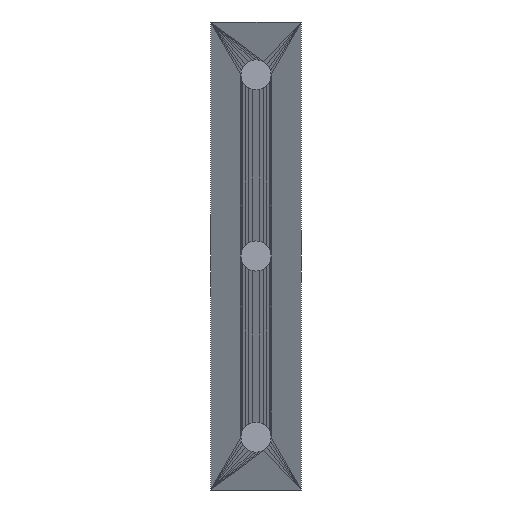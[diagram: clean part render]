
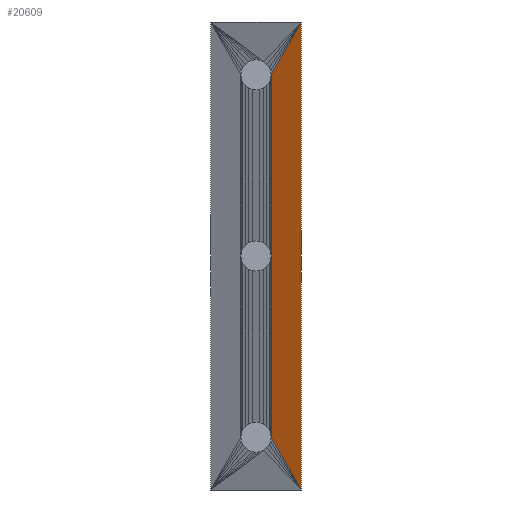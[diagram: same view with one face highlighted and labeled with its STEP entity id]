
A CAD part, left-side view. The second image highlights one B-rep face of the part: STEP entity #20609.
In plain terms, the highlighted planar face has unit normal (-0.866, 0.5, 0).
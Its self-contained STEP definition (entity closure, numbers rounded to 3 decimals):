
#4564 = VERTEX_POINT('',#4565);
#4565 = CARTESIAN_POINT('',(-96.805,-156.364,-11.));
#4579 = PLANE('',#4580);
#4580 = AXIS2_PLACEMENT_3D('',#4581,#4582,#4583);
#4581 = CARTESIAN_POINT('',(-70.889,-156.364,4.5));
#4582 = DIRECTION('',(-0.,-1.,-0.));
#4583 = DIRECTION('',(0.,0.,-1.));
#6823 = PLANE('',#6824);
#6824 = AXIS2_PLACEMENT_3D('',#6825,#6826,#6827);
#6825 = CARTESIAN_POINT('',(-96.205,-155.324,
    -9.261));
#6826 = DIRECTION('',(-0.866,0.5,0.
    ));
#6827 = DIRECTION('',(-0.5,-0.866,
    0.));
#6860 = EDGE_CURVE('',#6861,#4564,#6863,.T.);
#6861 = VERTEX_POINT('',#6862);
#6862 = CARTESIAN_POINT('',(-95.65,-154.364,-7.5));
#6863 = SURFACE_CURVE('',#6864,(#6868,#6875),.PCURVE_S1.);
#6864 = LINE('',#6865,#6866);
#6865 = CARTESIAN_POINT('',(-95.65,-154.364,-7.5));
#6866 = VECTOR('',#6867,1.);
#6867 = DIRECTION('',(-0.275,-0.477,-0.835));
#6868 = PCURVE('',#6823,#6869);
#6869 = DEFINITIONAL_REPRESENTATION('',(#6870),#6874);
#6870 = LINE('',#6871,#6872);
#6871 = CARTESIAN_POINT('',(-1.109,1.761));
#6872 = VECTOR('',#6873,1.);
#6873 = DIRECTION('',(0.551,-0.835));
#6874 = ( GEOMETRIC_REPRESENTATION_CONTEXT(2) 
PARAMETRIC_REPRESENTATION_CONTEXT() REPRESENTATION_CONTEXT('2D SPACE',''
  ) );
#6875 = PCURVE('',#6876,#6881);
#6876 = PLANE('',#6877);
#6877 = AXIS2_PLACEMENT_3D('',#6878,#6879,#6880);
#6878 = CARTESIAN_POINT('',(-96.291,-155.474,4.5));
#6879 = DIRECTION('',(-0.866,0.5,-0.));
#6880 = DIRECTION('',(-0.5,-0.866,0.));
#6881 = DEFINITIONAL_REPRESENTATION('',(#6882),#6886);
#6882 = LINE('',#6883,#6884);
#6883 = CARTESIAN_POINT('',(-1.282,-12.));
#6884 = VECTOR('',#6885,1.);
#6885 = DIRECTION('',(0.551,-0.835));
#6886 = ( GEOMETRIC_REPRESENTATION_CONTEXT(2) 
PARAMETRIC_REPRESENTATION_CONTEXT() REPRESENTATION_CONTEXT('2D SPACE',''
  ) );
#8569 = VERTEX_POINT('',#8570);
#8570 = CARTESIAN_POINT('',(-96.805,-156.364,20.));
#8596 = EDGE_CURVE('',#4564,#8569,#8597,.T.);
#8597 = SURFACE_CURVE('',#8598,(#8602,#8609),.PCURVE_S1.);
#8598 = LINE('',#8599,#8600);
#8599 = CARTESIAN_POINT('',(-96.805,-156.364,-11.));
#8600 = VECTOR('',#8601,1.);
#8601 = DIRECTION('',(0.,0.,1.));
#8602 = PCURVE('',#4579,#8603);
#8603 = DEFINITIONAL_REPRESENTATION('',(#8604),#8608);
#8604 = LINE('',#8605,#8606);
#8605 = CARTESIAN_POINT('',(15.5,-25.916));
#8606 = VECTOR('',#8607,1.);
#8607 = DIRECTION('',(-1.,0.));
#8608 = ( GEOMETRIC_REPRESENTATION_CONTEXT(2) 
PARAMETRIC_REPRESENTATION_CONTEXT() REPRESENTATION_CONTEXT('2D SPACE',''
  ) );
#8609 = PCURVE('',#6876,#8610);
#8610 = DEFINITIONAL_REPRESENTATION('',(#8611),#8615);
#8611 = LINE('',#8612,#8613);
#8612 = CARTESIAN_POINT('',(1.027,-15.5));
#8613 = VECTOR('',#8614,1.);
#8614 = DIRECTION('',(0.,1.));
#8615 = ( GEOMETRIC_REPRESENTATION_CONTEXT(2) 
PARAMETRIC_REPRESENTATION_CONTEXT() REPRESENTATION_CONTEXT('2D SPACE',''
  ) );
#16845 = EDGE_CURVE('',#8569,#16846,#16848,.T.);
#16846 = VERTEX_POINT('',#16847);
#16847 = CARTESIAN_POINT('',(-95.65,-154.364,16.5));
#16848 = SURFACE_CURVE('',#16849,(#16853,#16865),.PCURVE_S1.);
#16849 = LINE('',#16850,#16851);
#16850 = CARTESIAN_POINT('',(-96.805,-156.364,20.));
#16851 = VECTOR('',#16852,1.);
#16852 = DIRECTION('',(0.275,0.477,-0.835));
#16853 = PCURVE('',#16854,#16859);
#16854 = PLANE('',#16855);
#16855 = AXIS2_PLACEMENT_3D('',#16856,#16857,#16858);
#16856 = CARTESIAN_POINT('',(-96.205,-155.324,
    18.261));
#16857 = DIRECTION('',(-0.866,0.5,0.
    ));
#16858 = DIRECTION('',(-0.5,-0.866,0.));
#16859 = DEFINITIONAL_REPRESENTATION('',(#16860),#16864);
#16860 = LINE('',#16861,#16862);
#16861 = CARTESIAN_POINT('',(1.2,1.739));
#16862 = VECTOR('',#16863,1.);
#16863 = DIRECTION('',(-0.551,-0.835));
#16864 = ( GEOMETRIC_REPRESENTATION_CONTEXT(2) 
PARAMETRIC_REPRESENTATION_CONTEXT() REPRESENTATION_CONTEXT('2D SPACE',''
  ) );
#16865 = PCURVE('',#6876,#16866);
#16866 = DEFINITIONAL_REPRESENTATION('',(#16867),#16871);
#16867 = LINE('',#16868,#16869);
#16868 = CARTESIAN_POINT('',(1.027,15.5));
#16869 = VECTOR('',#16870,1.);
#16870 = DIRECTION('',(-0.551,-0.835));
#16871 = ( GEOMETRIC_REPRESENTATION_CONTEXT(2) 
PARAMETRIC_REPRESENTATION_CONTEXT() REPRESENTATION_CONTEXT('2D SPACE',''
  ) );
#20609 = ADVANCED_FACE('',(#20610),#6876,.T.);
#20610 = FACE_BOUND('',#20611,.T.);
#20611 = EDGE_LOOP('',(#20612,#20613,#20639,#20640));
#20612 = ORIENTED_EDGE('',*,*,#16845,.T.);
#20613 = ORIENTED_EDGE('',*,*,#20614,.F.);
#20614 = EDGE_CURVE('',#6861,#16846,#20615,.T.);
#20615 = SURFACE_CURVE('',#20616,(#20620,#20627),.PCURVE_S1.);
#20616 = LINE('',#20617,#20618);
#20617 = CARTESIAN_POINT('',(-95.65,-154.364,-7.5));
#20618 = VECTOR('',#20619,1.);
#20619 = DIRECTION('',(0.,0.,1.));
#20620 = PCURVE('',#6876,#20621);
#20621 = DEFINITIONAL_REPRESENTATION('',(#20622),#20626);
#20622 = LINE('',#20623,#20624);
#20623 = CARTESIAN_POINT('',(-1.282,-12.));
#20624 = VECTOR('',#20625,1.);
#20625 = DIRECTION('',(0.,1.));
#20626 = ( GEOMETRIC_REPRESENTATION_CONTEXT(2) 
PARAMETRIC_REPRESENTATION_CONTEXT() REPRESENTATION_CONTEXT('2D SPACE',''
  ) );
#20627 = PCURVE('',#20628,#20633);
#20628 = PLANE('',#20629);
#20629 = AXIS2_PLACEMENT_3D('',#20630,#20631,#20632);
#20630 = CARTESIAN_POINT('',(-95.65,-154.364,4.5));
#20631 = DIRECTION('',(-1.,-0.,-0.));
#20632 = DIRECTION('',(0.,0.,-1.));
#20633 = DEFINITIONAL_REPRESENTATION('',(#20634),#20638);
#20634 = LINE('',#20635,#20636);
#20635 = CARTESIAN_POINT('',(12.,0.));
#20636 = VECTOR('',#20637,1.);
#20637 = DIRECTION('',(-1.,0.));
#20638 = ( GEOMETRIC_REPRESENTATION_CONTEXT(2) 
PARAMETRIC_REPRESENTATION_CONTEXT() REPRESENTATION_CONTEXT('2D SPACE',''
  ) );
#20639 = ORIENTED_EDGE('',*,*,#6860,.T.);
#20640 = ORIENTED_EDGE('',*,*,#8596,.T.);
